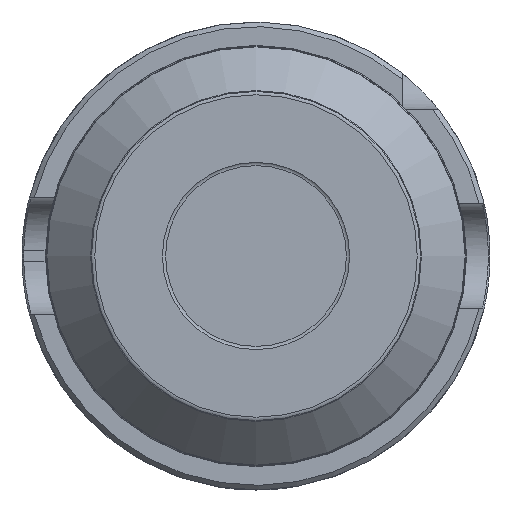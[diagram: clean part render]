
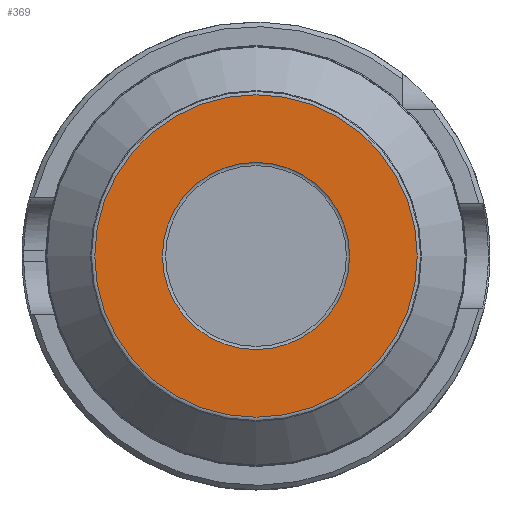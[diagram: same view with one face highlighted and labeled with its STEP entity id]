
A CAD part, left-side view. The second image highlights one B-rep face of the part: STEP entity #369.
In plain terms, the highlighted planar face has unit normal (-1, 0, 0).
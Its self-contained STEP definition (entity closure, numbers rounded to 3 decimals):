
#369=ADVANCED_FACE('',(#500,#501),#463,.F.);
#463=PLANE('',#1551);
#500=FACE_BOUND('',#559,.T.);
#501=FACE_BOUND('',#560,.T.);
#559=EDGE_LOOP('',(#682));
#560=EDGE_LOOP('',(#683));
#682=ORIENTED_EDGE('',*,*,#1256,.T.);
#683=ORIENTED_EDGE('',*,*,#1257,.T.);
#1106=VERTEX_POINT('',#2103);
#1107=VERTEX_POINT('',#2105);
#1256=EDGE_CURVE('',#1106,#1106,#1468,.T.);
#1257=EDGE_CURVE('',#1107,#1107,#1469,.T.);
#1468=CIRCLE('',#1549,27.564);
#1469=CIRCLE('',#1550,16.);
#1549=AXIS2_PLACEMENT_3D('',#2102,#1714,#1715);
#1550=AXIS2_PLACEMENT_3D('',#2104,#1716,#1717);
#1551=AXIS2_PLACEMENT_3D('',#2106,#1718,#1719);
#1714=DIRECTION('',(-1.,0.,0.));
#1715=DIRECTION('',(0.,0.,1.));
#1716=DIRECTION('',(1.,0.,0.));
#1717=DIRECTION('',(0.,0.,-1.));
#1718=DIRECTION('',(1.,0.,0.));
#1719=DIRECTION('',(0.,0.,-1.));
#2102=CARTESIAN_POINT('',(0.,0.,0.));
#2103=CARTESIAN_POINT('',(0.,0.,27.564));
#2104=CARTESIAN_POINT('',(0.,0.,0.));
#2105=CARTESIAN_POINT('',(0.,0.,-16.));
#2106=CARTESIAN_POINT('',(0.,0.,0.));
